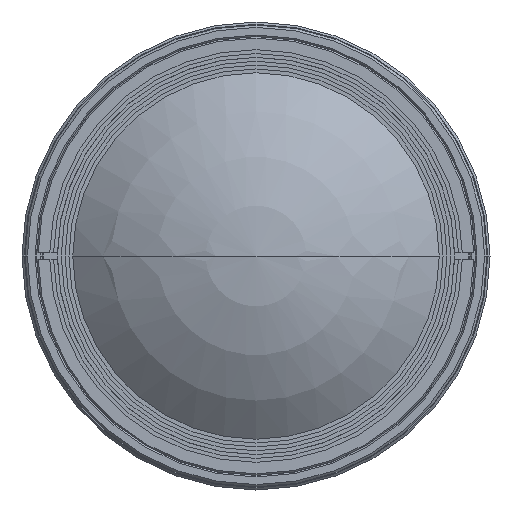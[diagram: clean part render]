
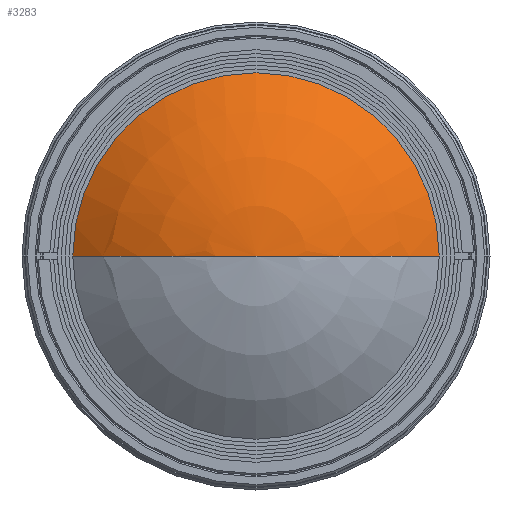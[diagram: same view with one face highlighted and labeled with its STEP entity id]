
A CAD part, left-side view. The second image highlights one B-rep face of the part: STEP entity #3283.
In plain terms, the highlighted spherical face has radius 36.432 mm.
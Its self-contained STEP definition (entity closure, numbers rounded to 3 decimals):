
#3283 = ADVANCED_FACE('',(#3284),#3313,.T.);
#3284 = FACE_BOUND('',#3285,.T.);
#3285 = EDGE_LOOP('',(#3286,#3297,#3306));
#3286 = ORIENTED_EDGE('',*,*,#3287,.T.);
#3287 = EDGE_CURVE('',#3288,#3290,#3292,.T.);
#3288 = VERTEX_POINT('',#3289);
#3289 = CARTESIAN_POINT('',(9.103,24.091,0.));
#3290 = VERTEX_POINT('',#3291);
#3291 = CARTESIAN_POINT('',(0.,0.,0.));
#3292 = CIRCLE('',#3293,36.432);
#3293 = AXIS2_PLACEMENT_3D('',#3294,#3295,#3296);
#3294 = CARTESIAN_POINT('',(36.432,0.,0.));
#3295 = DIRECTION('',(0.,0.,1.));
#3296 = DIRECTION('',(-0.75,0.661,0.));
#3297 = ORIENTED_EDGE('',*,*,#3298,.F.);
#3298 = EDGE_CURVE('',#3299,#3290,#3301,.T.);
#3299 = VERTEX_POINT('',#3300);
#3300 = CARTESIAN_POINT('',(9.103,-24.091,0.));
#3301 = CIRCLE('',#3302,36.432);
#3302 = AXIS2_PLACEMENT_3D('',#3303,#3304,#3305);
#3303 = CARTESIAN_POINT('',(36.432,0.,0.));
#3304 = DIRECTION('',(0.,0.,-1.));
#3305 = DIRECTION('',(-0.75,-0.661,-0.));
#3306 = ORIENTED_EDGE('',*,*,#3307,.T.);
#3307 = EDGE_CURVE('',#3299,#3288,#3308,.T.);
#3308 = CIRCLE('',#3309,24.091);
#3309 = AXIS2_PLACEMENT_3D('',#3310,#3311,#3312);
#3310 = CARTESIAN_POINT('',(9.103,0.,0.));
#3311 = DIRECTION('',(-1.,0.,0.));
#3312 = DIRECTION('',(0.,-1.,0.));
#3313 = SPHERICAL_SURFACE('',#3314,36.432);
#3314 = AXIS2_PLACEMENT_3D('',#3315,#3316,#3317);
#3315 = CARTESIAN_POINT('',(36.432,0.,0.));
#3316 = DIRECTION('',(1.,0.,0.));
#3317 = DIRECTION('',(0.,-1.,0.));
